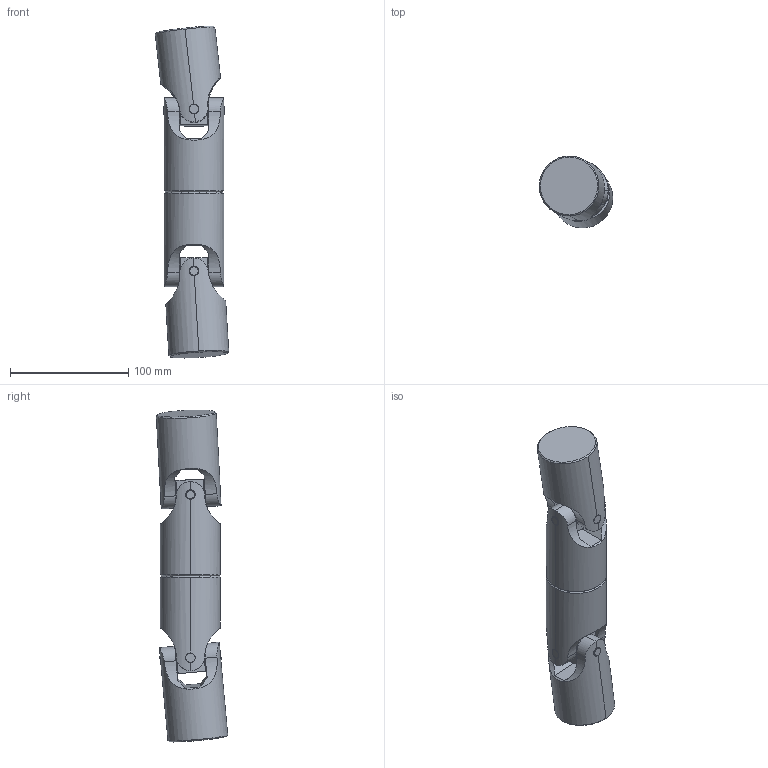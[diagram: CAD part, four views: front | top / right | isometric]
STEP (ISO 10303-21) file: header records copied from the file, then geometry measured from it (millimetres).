
FILE_DESCRIPTION((''),'2;1');
FILE_NAME('DD-12_ASM','2013-05-02T',('ppetruska'),(''),'PRO/ENGINEER BY PARAMETRIC TECHNOLOGY CORPORATION, 2012480','PRO/ENGINEER BY PARAMETRIC TECHNOLOGY CORPORATION, 2012480','');
FILE_SCHEMA(('CONFIG_CONTROL_DESIGN'));
Length unit declared in the file: millimetre
Products named in the file (6): D-12-YOKE; D-12-BLOCK; D-12-MAIN_PIN_; D-12-HALF_PIN; D-12-RIVET_PIN; DD-12_ASM
Assembly tree (14 placements, depth 2):
  DD-12_ASM
    D-12-YOKE  x4
    D-12-BLOCK  x2
    D-12-MAIN_PIN_  x2
    D-12-HALF_PIN  x4
    D-12-RIVET_PIN  x2
Bounding box: 62.22 x 60.42 x 281.11 mm (x, y, z)
Volume: 485947.1 mm3; surface area: 80524.7 mm2
Topology: 14 solids, 14 shells, 194 faces, 472 edges, 292 vertices
Faces by surface type: cylinder 114, plane 56, cone 24
Entity records: 9398 total; most frequent: CARTESIAN_POINT 7646, DIRECTION 354, ORIENTED_EDGE 320, EDGE_CURVE 160, AXIS2_PLACEMENT_3D 145, VERTEX_POINT 98, EDGE_LOOP 76, FACE_OUTER_BOUND 67
